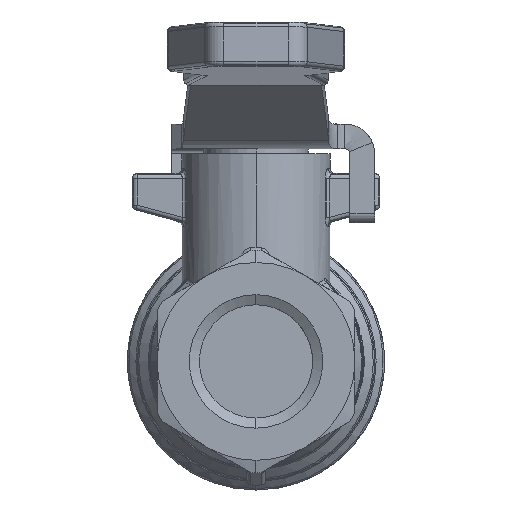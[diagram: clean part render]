
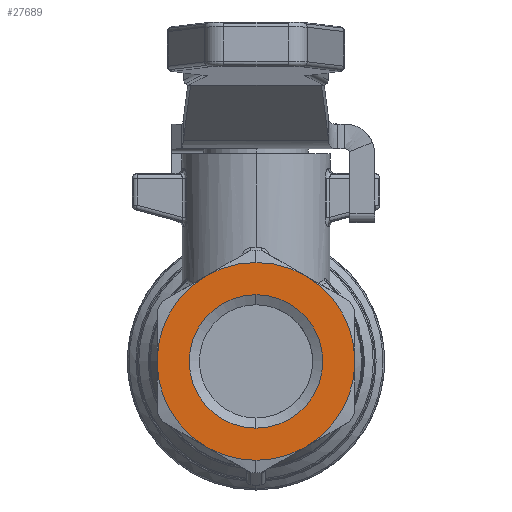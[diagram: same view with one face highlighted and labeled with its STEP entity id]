
A CAD part, left-side view. The second image highlights one B-rep face of the part: STEP entity #27689.
In plain terms, the highlighted planar face has unit normal (-1, 0, 0).
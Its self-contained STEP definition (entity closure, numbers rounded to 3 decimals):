
#27590=CARTESIAN_POINT('',(-22.5,-0.,5.625));
#27591=DIRECTION('',(-1.,0.,0.));
#27592=DIRECTION('',(0.,-1.,-0.));
#27593=AXIS2_PLACEMENT_3D('',#27590,#27591,#27592);
#27594=PLANE('',#27593);
#27595=CARTESIAN_POINT('',(-22.5,5.,8.66));
#27596=VERTEX_POINT('',#27595);
#27597=CARTESIAN_POINT('',(-22.5,10.,-0.));
#27598=VERTEX_POINT('',#27597);
#27599=CARTESIAN_POINT('',(-22.5,0.,0.));
#27600=DIRECTION('',(-1.,-0.,-0.));
#27601=DIRECTION('',(0.,-0.,1.));
#27602=AXIS2_PLACEMENT_3D('',#27599,#27600,#27601);
#27603=CIRCLE('',#27602,10.);
#27604=EDGE_CURVE('',#27596,#27598,#27603,.T.);
#27605=ORIENTED_EDGE('',*,*,#27604,.T.);
#27606=CARTESIAN_POINT('',(-22.5,5.,-8.66));
#27607=VERTEX_POINT('',#27606);
#27608=CARTESIAN_POINT('',(-22.5,0.,0.));
#27609=DIRECTION('',(-1.,-0.,-0.));
#27610=DIRECTION('',(0.,-0.,1.));
#27611=AXIS2_PLACEMENT_3D('',#27608,#27609,#27610);
#27612=CIRCLE('',#27611,10.);
#27613=EDGE_CURVE('',#27598,#27607,#27612,.T.);
#27614=ORIENTED_EDGE('',*,*,#27613,.T.);
#27615=CARTESIAN_POINT('',(-22.5,0.,-10.));
#27616=VERTEX_POINT('',#27615);
#27617=CARTESIAN_POINT('',(-22.5,0.,0.));
#27618=DIRECTION('',(-1.,-0.,-0.));
#27619=DIRECTION('',(0.,0.,-1.));
#27620=AXIS2_PLACEMENT_3D('',#27617,#27618,#27619);
#27621=CIRCLE('',#27620,10.);
#27622=EDGE_CURVE('',#27607,#27616,#27621,.T.);
#27623=ORIENTED_EDGE('',*,*,#27622,.T.);
#27624=CARTESIAN_POINT('',(-22.5,-5.,-8.66));
#27625=VERTEX_POINT('',#27624);
#27626=CARTESIAN_POINT('',(-22.5,0.,0.));
#27627=DIRECTION('',(-1.,-0.,-0.));
#27628=DIRECTION('',(0.,0.,-1.));
#27629=AXIS2_PLACEMENT_3D('',#27626,#27627,#27628);
#27630=CIRCLE('',#27629,10.);
#27631=EDGE_CURVE('',#27616,#27625,#27630,.T.);
#27632=ORIENTED_EDGE('',*,*,#27631,.T.);
#27633=CARTESIAN_POINT('',(-22.5,-10.,-0.));
#27634=VERTEX_POINT('',#27633);
#27635=CARTESIAN_POINT('',(-22.5,0.,0.));
#27636=DIRECTION('',(-1.,-0.,-0.));
#27637=DIRECTION('',(0.,-0.,1.));
#27638=AXIS2_PLACEMENT_3D('',#27635,#27636,#27637);
#27639=CIRCLE('',#27638,10.);
#27640=EDGE_CURVE('',#27625,#27634,#27639,.T.);
#27641=ORIENTED_EDGE('',*,*,#27640,.T.);
#27642=CARTESIAN_POINT('',(-22.5,-5.,8.66));
#27643=VERTEX_POINT('',#27642);
#27644=CARTESIAN_POINT('',(-22.5,0.,0.));
#27645=DIRECTION('',(-1.,-0.,-0.));
#27646=DIRECTION('',(0.,-0.,1.));
#27647=AXIS2_PLACEMENT_3D('',#27644,#27645,#27646);
#27648=CIRCLE('',#27647,10.);
#27649=EDGE_CURVE('',#27634,#27643,#27648,.T.);
#27650=ORIENTED_EDGE('',*,*,#27649,.T.);
#27651=CARTESIAN_POINT('',(-22.5,-0.,10.));
#27652=VERTEX_POINT('',#27651);
#27653=CARTESIAN_POINT('',(-22.5,0.,0.));
#27654=DIRECTION('',(-1.,-0.,-0.));
#27655=DIRECTION('',(0.,-0.,1.));
#27656=AXIS2_PLACEMENT_3D('',#27653,#27654,#27655);
#27657=CIRCLE('',#27656,10.);
#27658=EDGE_CURVE('',#27643,#27652,#27657,.T.);
#27659=ORIENTED_EDGE('',*,*,#27658,.T.);
#27660=CARTESIAN_POINT('',(-22.5,0.,0.));
#27661=DIRECTION('',(-1.,-0.,-0.));
#27662=DIRECTION('',(0.,-0.,1.));
#27663=AXIS2_PLACEMENT_3D('',#27660,#27661,#27662);
#27664=CIRCLE('',#27663,10.);
#27665=EDGE_CURVE('',#27652,#27596,#27664,.T.);
#27666=ORIENTED_EDGE('',*,*,#27665,.T.);
#27667=EDGE_LOOP('',(#27605,#27614,#27623,#27632,#27641,#27650,#27659,#27666));
#27668=FACE_BOUND('',#27667,.T.);
#27669=CARTESIAN_POINT('',(-22.5,-0.,-6.75));
#27670=VERTEX_POINT('',#27669);
#27671=CARTESIAN_POINT('',(-22.5,0.,6.75));
#27672=VERTEX_POINT('',#27671);
#27673=CARTESIAN_POINT('',(-22.5,0.,0.));
#27674=DIRECTION('',(1.,-0.,-0.));
#27675=DIRECTION('',(0.,-0.,1.));
#27676=AXIS2_PLACEMENT_3D('',#27673,#27674,#27675);
#27677=CIRCLE('',#27676,6.75);
#27678=EDGE_CURVE('',#27670,#27672,#27677,.T.);
#27679=ORIENTED_EDGE('',*,*,#27678,.T.);
#27680=CARTESIAN_POINT('',(-22.5,0.,0.));
#27681=DIRECTION('',(1.,-0.,-0.));
#27682=DIRECTION('',(0.,-0.,1.));
#27683=AXIS2_PLACEMENT_3D('',#27680,#27681,#27682);
#27684=CIRCLE('',#27683,6.75);
#27685=EDGE_CURVE('',#27672,#27670,#27684,.T.);
#27686=ORIENTED_EDGE('',*,*,#27685,.T.);
#27687=EDGE_LOOP('',(#27679,#27686));
#27688=FACE_BOUND('',#27687,.T.);
#27689=ADVANCED_FACE('',(#27668,#27688),#27594,.T.);
